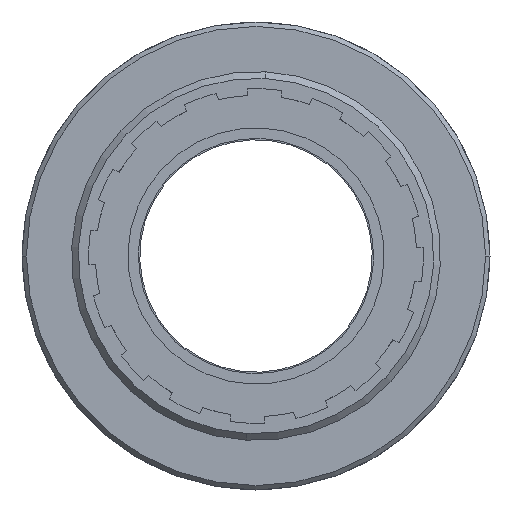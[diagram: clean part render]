
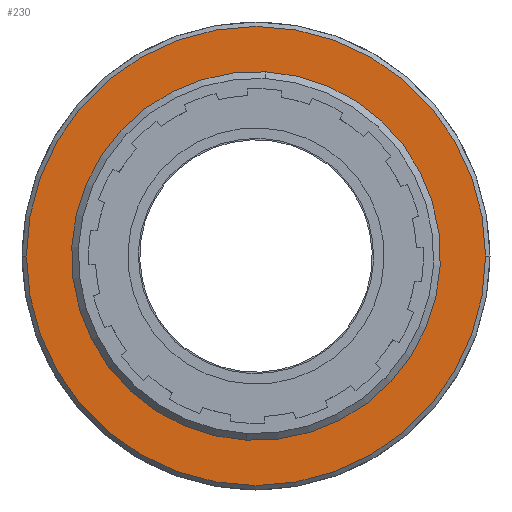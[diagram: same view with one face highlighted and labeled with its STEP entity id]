
A CAD part, front view. The second image highlights one B-rep face of the part: STEP entity #230.
In plain terms, the highlighted planar face has unit normal (0, -1, 0).
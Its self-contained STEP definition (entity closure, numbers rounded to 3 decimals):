
#230=ADVANCED_FACE('',(#613,#614),#615,.F.);
#613=FACE_OUTER_BOUND('',#1173,.T.);
#614=FACE_BOUND('',#1174,.T.);
#615=PLANE('',#1175);
#1173=EDGE_LOOP('',(#1789,#1790));
#1174=EDGE_LOOP('',(#1791,#1792,#1793));
#1175=AXIS2_PLACEMENT_3D('',#1794,#1795,#1796);
#1789=ORIENTED_EDGE('',*,*,#3429,.F.);
#1790=ORIENTED_EDGE('',*,*,#3420,.F.);
#1791=ORIENTED_EDGE('',*,*,#3424,.T.);
#1792=ORIENTED_EDGE('',*,*,#3430,.T.);
#1793=ORIENTED_EDGE('',*,*,#3425,.T.);
#1794=CARTESIAN_POINT('',(0.,0.,0.));
#1795=DIRECTION('',(0.0,1.0,0.0));
#1796=DIRECTION('',(1.0,0.0,-0.0));
#3420=EDGE_CURVE('',#4123,#4125,#4126,.T.);
#3424=EDGE_CURVE('',#4132,#4129,#4133,.T.);
#3425=EDGE_CURVE('',#4134,#4132,#4135,.T.);
#3429=EDGE_CURVE('',#4125,#4123,#4140,.T.);
#3430=EDGE_CURVE('',#4129,#4134,#4141,.T.);
#4123=VERTEX_POINT('',#5237);
#4125=VERTEX_POINT('',#5240);
#4126=CIRCLE('',#5241,50.75);
#4129=VERTEX_POINT('',#5245);
#4132=VERTEX_POINT('',#5249);
#4133=CIRCLE('',#5250,39.25);
#4134=VERTEX_POINT('',#5251);
#4135=CIRCLE('',#5252,39.25);
#4140=CIRCLE('',#5258,50.75);
#4141=CIRCLE('',#5259,39.25);
#5237=CARTESIAN_POINT('',(50.75,0.,0.));
#5240=CARTESIAN_POINT('',(-50.75,0.,0.));
#5241=AXIS2_PLACEMENT_3D('',#6790,#6791,#6792);
#5245=CARTESIAN_POINT('',(0.,0.,-39.25));
#5249=CARTESIAN_POINT('',(39.25,0.,0.));
#5250=AXIS2_PLACEMENT_3D('',#6795,#6796,#6797);
#5251=CARTESIAN_POINT('',(0.,0.,39.25));
#5252=AXIS2_PLACEMENT_3D('',#6798,#6799,#6800);
#5258=AXIS2_PLACEMENT_3D('',#6805,#6806,#6807);
#5259=AXIS2_PLACEMENT_3D('',#6808,#6809,#6810);
#6790=CARTESIAN_POINT('',(0.0,0.,0.0));
#6791=DIRECTION('',(-0.0,1.0,0.0));
#6792=DIRECTION('',(1.0,0.0,0.0));
#6795=CARTESIAN_POINT('',(0.0,0.,0.0));
#6796=DIRECTION('',(0.0,1.0,0.0));
#6797=DIRECTION('',(-1.0,0.0,0.0));
#6798=CARTESIAN_POINT('',(0.0,0.,0.0));
#6799=DIRECTION('',(0.0,1.0,0.0));
#6800=DIRECTION('',(-1.0,0.0,0.0));
#6805=CARTESIAN_POINT('',(0.0,0.,0.0));
#6806=DIRECTION('',(-0.0,1.0,0.0));
#6807=DIRECTION('',(1.0,0.0,0.0));
#6808=CARTESIAN_POINT('',(0.0,0.,0.0));
#6809=DIRECTION('',(0.0,1.0,0.0));
#6810=DIRECTION('',(-1.0,0.0,0.0));
